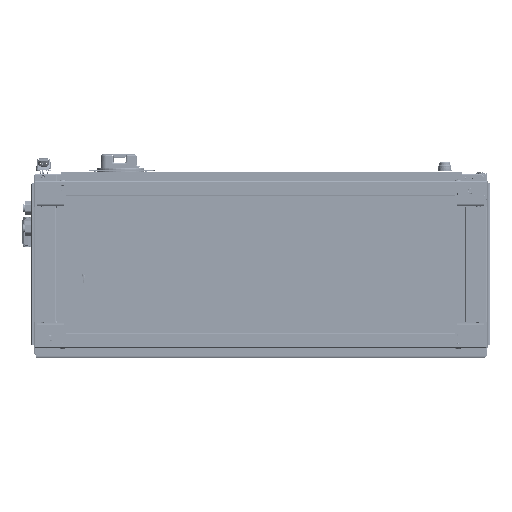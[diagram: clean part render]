
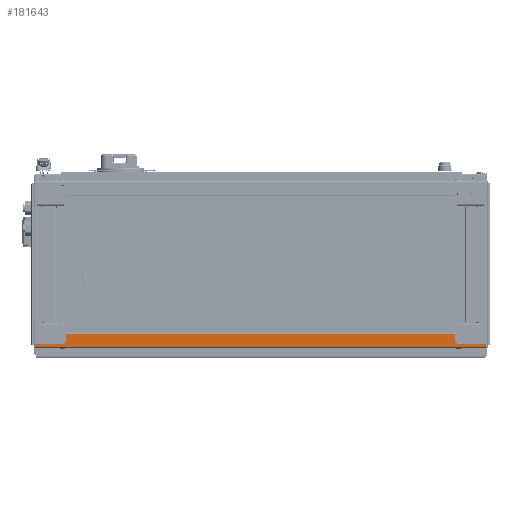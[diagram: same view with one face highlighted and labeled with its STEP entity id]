
A CAD part, front view. The second image highlights one B-rep face of the part: STEP entity #181643.
In plain terms, the highlighted planar face has unit normal (0, -1, 0).
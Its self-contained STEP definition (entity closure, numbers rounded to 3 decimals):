
#9662 = DIRECTION ( 'NONE',  ( -1., 0., 0. ) ) ;
#9715 = VECTOR ( 'NONE', #90027, 1000. ) ;
#10412 = CARTESIAN_POINT ( 'NONE',  ( -886.05, -1863.033, -323.364 ) ) ;
#12824 = LINE ( 'NONE', #99729, #67083 ) ;
#16055 = CARTESIAN_POINT ( 'NONE',  ( 48.724, -1863.033, -329.18 ) ) ;
#18434 = VERTEX_POINT ( 'NONE', #211303 ) ;
#20147 = VERTEX_POINT ( 'NONE', #181549 ) ;
#23605 = AXIS2_PLACEMENT_3D ( 'NONE', #197329, #141531, #120077 ) ;
#23901 = ORIENTED_EDGE ( 'NONE', *, *, #236089, .T. ) ;
#29332 = AXIS2_PLACEMENT_3D ( 'NONE', #119493, #207994, #55410 ) ;
#37529 = VERTEX_POINT ( 'NONE', #16055 ) ;
#41593 = CARTESIAN_POINT ( 'NONE',  ( -876.05, -1863.033, -313.364 ) ) ;
#41945 = LINE ( 'NONE', #229213, #54721 ) ;
#42771 = CARTESIAN_POINT ( 'NONE',  ( -945.724, -1863.033, -297.839 ) ) ;
#48713 = DIRECTION ( 'NONE',  ( 0., 0., 1. ) ) ;
#52071 = ORIENTED_EDGE ( 'NONE', *, *, #214529, .F. ) ;
#52936 = LINE ( 'NONE', #142667, #250291 ) ;
#54721 = VECTOR ( 'NONE', #207844, 1000. ) ;
#55410 = DIRECTION ( 'NONE',  ( -0.707, 0., 0.707 ) ) ;
#62110 = EDGE_CURVE ( 'NONE', #20147, #262090, #154017, .T. ) ;
#63539 = DIRECTION ( 'NONE',  ( 0., -1., 0. ) ) ;
#65428 = EDGE_CURVE ( 'NONE', #223394, #82048, #178517, .T. ) ;
#66564 = ORIENTED_EDGE ( 'NONE', *, *, #65428, .F. ) ;
#67083 = VECTOR ( 'NONE', #255175, 1000. ) ;
#67843 = VERTEX_POINT ( 'NONE', #134238 ) ;
#68684 = PLANE ( 'NONE',  #201766 ) ;
#77421 = VERTEX_POINT ( 'NONE', #87253 ) ;
#78869 = VERTEX_POINT ( 'NONE', #196792 ) ;
#82048 = VERTEX_POINT ( 'NONE', #82164 ) ;
#82164 = CARTESIAN_POINT ( 'NONE',  ( -943.54, -1863.033, -323.364 ) ) ;
#85290 = DIRECTION ( 'NONE',  ( -1., 0., 0. ) ) ;
#87253 = CARTESIAN_POINT ( 'NONE',  ( -20.95, -1863.033, -300.023 ) ) ;
#90027 = DIRECTION ( 'NONE',  ( -1., 0., 0. ) ) ;
#91692 = VERTEX_POINT ( 'NONE', #10412 ) ;
#98705 = CARTESIAN_POINT ( 'NONE',  ( -20.95, -1863.033, -313.364 ) ) ;
#99729 = CARTESIAN_POINT ( 'NONE',  ( 48.724, -1863.033, -331.364 ) ) ;
#106106 = EDGE_CURVE ( 'NONE', #189252, #78869, #191123, .T. ) ;
#109118 = DIRECTION ( 'NONE',  ( 0., 1., 0. ) ) ;
#111208 = CARTESIAN_POINT ( 'NONE',  ( -876.05, -1863.033, -307.313 ) ) ;
#111393 = DIRECTION ( 'NONE',  ( 0., -1., 0. ) ) ;
#113586 = EDGE_CURVE ( 'NONE', #164882, #77421, #41945, .T. ) ;
#119493 = CARTESIAN_POINT ( 'NONE',  ( -943.54, -1863.033, -325.548 ) ) ;
#120077 = DIRECTION ( 'NONE',  ( -0.707, 0., 0.707 ) ) ;
#120724 = CARTESIAN_POINT ( 'NONE',  ( -10.95, -1863.033, -323.364 ) ) ;
#121645 = ORIENTED_EDGE ( 'NONE', *, *, #225247, .F. ) ;
#123019 = ORIENTED_EDGE ( 'NONE', *, *, #106106, .F. ) ;
#126324 = CARTESIAN_POINT ( 'NONE',  ( 46.54, -1863.033, -325.548 ) ) ;
#126843 = ORIENTED_EDGE ( 'NONE', *, *, #136572, .T. ) ;
#129024 = CARTESIAN_POINT ( 'NONE',  ( -10.95, -1863.033, -313.364 ) ) ;
#130346 = CIRCLE ( 'NONE', #162352, 2.184 ) ;
#133217 = DIRECTION ( 'NONE',  ( 0., -1., 0. ) ) ;
#134238 = CARTESIAN_POINT ( 'NONE',  ( 46.54, -1863.033, -323.364 ) ) ;
#135668 = AXIS2_PLACEMENT_3D ( 'NONE', #174619, #133217, #177438 ) ;
#136553 = ORIENTED_EDGE ( 'NONE', *, *, #184063, .F. ) ;
#136572 = EDGE_CURVE ( 'NONE', #91692, #82048, #164230, .T. ) ;
#141531 = DIRECTION ( 'NONE',  ( 0., 1., 0. ) ) ;
#142667 = CARTESIAN_POINT ( 'NONE',  ( -697.112, -1863.033, -329.18 ) ) ;
#149545 = EDGE_CURVE ( 'NONE', #91692, #262090, #199443, .T. ) ;
#154017 = LINE ( 'NONE', #111208, #236308 ) ;
#162352 = AXIS2_PLACEMENT_3D ( 'NONE', #126324, #109118, #213376 ) ;
#162665 = DIRECTION ( 'NONE',  ( 1., 0., 0. ) ) ;
#164230 = LINE ( 'NONE', #232659, #178116 ) ;
#164882 = VERTEX_POINT ( 'NONE', #98705 ) ;
#168320 = DIRECTION ( 'NONE',  ( 0., 0., 1. ) ) ;
#174619 = CARTESIAN_POINT ( 'NONE',  ( -886.05, -1863.033, -313.364 ) ) ;
#175048 = CIRCLE ( 'NONE', #29332, 2.184 ) ;
#176865 = DIRECTION ( 'NONE',  ( 0., 0., -1. ) ) ;
#176888 = EDGE_LOOP ( 'NONE', ( #136553, #123019, #186215, #52071, #209572, #23901, #121645, #229098, #254868, #255443, #213713, #126843, #66564 ) ) ;
#177438 = DIRECTION ( 'NONE',  ( 0.707, 0., -0.707 ) ) ;
#178116 = VECTOR ( 'NONE', #85290, 1000. ) ;
#178517 = CIRCLE ( 'NONE', #23605, 2.184 ) ;
#180252 = CARTESIAN_POINT ( 'NONE',  ( -945.084, -1863.033, -324.004 ) ) ;
#181549 = CARTESIAN_POINT ( 'NONE',  ( -876.05, -1863.033, -300.023 ) ) ;
#181643 = ADVANCED_FACE ( 'NONE', ( #235600 ), #68684, .T. ) ;
#184063 = EDGE_CURVE ( 'NONE', #78869, #223394, #175048, .T. ) ;
#186215 = ORIENTED_EDGE ( 'NONE', *, *, #253816, .T. ) ;
#187023 = EDGE_CURVE ( 'NONE', #77421, #20147, #246331, .T. ) ;
#187030 = VERTEX_POINT ( 'NONE', #120724 ) ;
#189252 = VERTEX_POINT ( 'NONE', #212763 ) ;
#191123 = LINE ( 'NONE', #42771, #225460 ) ;
#192868 = CARTESIAN_POINT ( 'NONE',  ( -234.725, -1863.033, -323.364 ) ) ;
#196792 = CARTESIAN_POINT ( 'NONE',  ( -945.724, -1863.033, -325.548 ) ) ;
#197329 = CARTESIAN_POINT ( 'NONE',  ( -943.54, -1863.033, -325.548 ) ) ;
#198468 = CARTESIAN_POINT ( 'NONE',  ( -448.5, -1863.033, -314.601 ) ) ;
#198485 = LINE ( 'NONE', #192868, #9715 ) ;
#199443 = CIRCLE ( 'NONE', #135668, 10. ) ;
#200356 = AXIS2_PLACEMENT_3D ( 'NONE', #129024, #63539, #214663 ) ;
#201766 = AXIS2_PLACEMENT_3D ( 'NONE', #198468, #111393, #48713 ) ;
#204950 = CARTESIAN_POINT ( 'NONE',  ( -662.275, -1863.033, -300.023 ) ) ;
#207844 = DIRECTION ( 'NONE',  ( 0., 0., 1. ) ) ;
#207994 = DIRECTION ( 'NONE',  ( 0., 1., 0. ) ) ;
#209572 = ORIENTED_EDGE ( 'NONE', *, *, #265570, .F. ) ;
#211303 = CARTESIAN_POINT ( 'NONE',  ( 48.724, -1863.033, -325.548 ) ) ;
#212763 = CARTESIAN_POINT ( 'NONE',  ( -945.724, -1863.033, -329.18 ) ) ;
#213376 = DIRECTION ( 'NONE',  ( 0.707, 0., 0.707 ) ) ;
#213713 = ORIENTED_EDGE ( 'NONE', *, *, #149545, .F. ) ;
#214529 = EDGE_CURVE ( 'NONE', #18434, #37529, #12824, .T. ) ;
#214663 = DIRECTION ( 'NONE',  ( -0.707, 0., -0.707 ) ) ;
#223394 = VERTEX_POINT ( 'NONE', #180252 ) ;
#225247 = EDGE_CURVE ( 'NONE', #164882, #187030, #277996, .T. ) ;
#225460 = VECTOR ( 'NONE', #168320, 1000. ) ;
#229098 = ORIENTED_EDGE ( 'NONE', *, *, #113586, .T. ) ;
#229213 = CARTESIAN_POINT ( 'NONE',  ( -20.95, -1863.033, -306.22 ) ) ;
#232659 = CARTESIAN_POINT ( 'NONE',  ( -662.275, -1863.033, -323.364 ) ) ;
#235600 = FACE_OUTER_BOUND ( 'NONE', #176888, .T. ) ;
#236089 = EDGE_CURVE ( 'NONE', #67843, #187030, #198485, .T. ) ;
#236308 = VECTOR ( 'NONE', #176865, 1000. ) ;
#246331 = LINE ( 'NONE', #204950, #258316 ) ;
#250291 = VECTOR ( 'NONE', #162665, 1000. ) ;
#253816 = EDGE_CURVE ( 'NONE', #189252, #37529, #52936, .T. ) ;
#254868 = ORIENTED_EDGE ( 'NONE', *, *, #187023, .T. ) ;
#255175 = DIRECTION ( 'NONE',  ( 0., 0., -1. ) ) ;
#255443 = ORIENTED_EDGE ( 'NONE', *, *, #62110, .T. ) ;
#258316 = VECTOR ( 'NONE', #9662, 1000. ) ;
#262090 = VERTEX_POINT ( 'NONE', #41593 ) ;
#265570 = EDGE_CURVE ( 'NONE', #67843, #18434, #130346, .T. ) ;
#277996 = CIRCLE ( 'NONE', #200356, 10. ) ;
